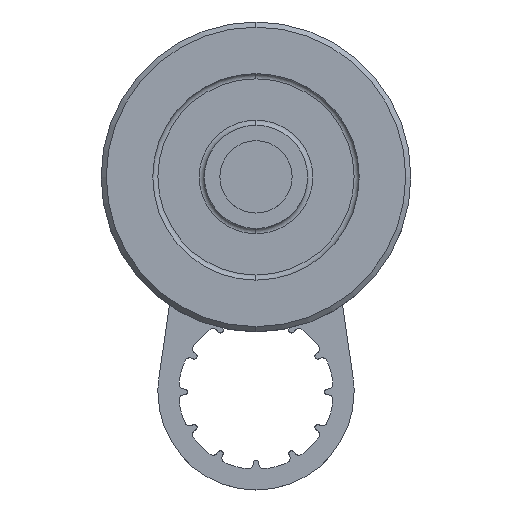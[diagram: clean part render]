
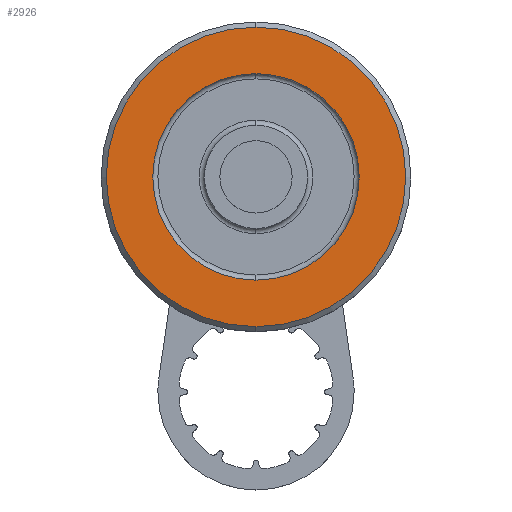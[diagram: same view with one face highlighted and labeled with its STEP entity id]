
A CAD part, top view. The second image highlights one B-rep face of the part: STEP entity #2926.
In plain terms, the highlighted planar face has unit normal (0, 0, 1).
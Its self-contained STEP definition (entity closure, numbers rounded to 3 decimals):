
#2926=ADVANCED_FACE('',(#5172,#5173),#5174,.T.);
#3004=VERTEX_POINT('',#5263);
#3008=VERTEX_POINT('',#5267);
#3012=EDGE_CURVE('',#3008,#3004,#5271,.T.);
#3016=VERTEX_POINT('',#5275);
#3024=VERTEX_POINT('',#5283);
#3028=EDGE_CURVE('',#3016,#3024,#5287,.T.);
#3120=EDGE_CURVE('',#3024,#3016,#5379,.T.);
#3122=EDGE_CURVE('',#3004,#3008,#5381,.T.);
#5172=FACE_OUTER_BOUND('',#8127,.T.);
#5173=FACE_BOUND('',#8128,.T.);
#5174=PLANE('',#8129);
#5263=CARTESIAN_POINT('',(14.958,40.3,12.5));
#5267=CARTESIAN_POINT('',(14.958,20.3,12.5));
#5271=CIRCLE('',#8251,10.0);
#5275=CARTESIAN_POINT('',(14.958,44.8,12.5));
#5283=CARTESIAN_POINT('',(14.958,15.8,12.5));
#5287=CIRCLE('',#8273,14.5);
#5379=CIRCLE('',#8403,14.5);
#5381=CIRCLE('',#8406,10.0);
#8127=EDGE_LOOP('',(#10790,#10791));
#8128=EDGE_LOOP('',(#10792,#10793));
#8129=AXIS2_PLACEMENT_3D('',#10794,#10795,#10796);
#8251=AXIS2_PLACEMENT_3D('',#10903,#10904,#10905);
#8273=AXIS2_PLACEMENT_3D('',#10911,#10912,#10913);
#8403=AXIS2_PLACEMENT_3D('',#10985,#10986,#10987);
#8406=AXIS2_PLACEMENT_3D('',#10988,#10989,#10990);
#10790=ORIENTED_EDGE('',*,*,#3028,.T.);
#10791=ORIENTED_EDGE('',*,*,#3120,.T.);
#10792=ORIENTED_EDGE('',*,*,#3122,.F.);
#10793=ORIENTED_EDGE('',*,*,#3012,.F.);
#10794=CARTESIAN_POINT('',(14.958,42.55,12.5));
#10795=DIRECTION('',(0.0,0.0,1.0));
#10796=DIRECTION('',(0.0,-1.0,0.0));
#10903=CARTESIAN_POINT('',(14.958,30.3,12.5));
#10904=DIRECTION('',(0.0,-0.0,1.0));
#10905=DIRECTION('',(0.0,1.0,0.0));
#10911=CARTESIAN_POINT('',(14.958,30.3,12.5));
#10912=DIRECTION('',(0.0,-0.0,1.0));
#10913=DIRECTION('',(0.0,1.0,0.0));
#10985=CARTESIAN_POINT('',(14.958,30.3,12.5));
#10986=DIRECTION('',(0.0,-0.0,1.0));
#10987=DIRECTION('',(0.0,1.0,0.0));
#10988=CARTESIAN_POINT('',(14.958,30.3,12.5));
#10989=DIRECTION('',(0.0,-0.0,1.0));
#10990=DIRECTION('',(0.0,1.0,0.0));
